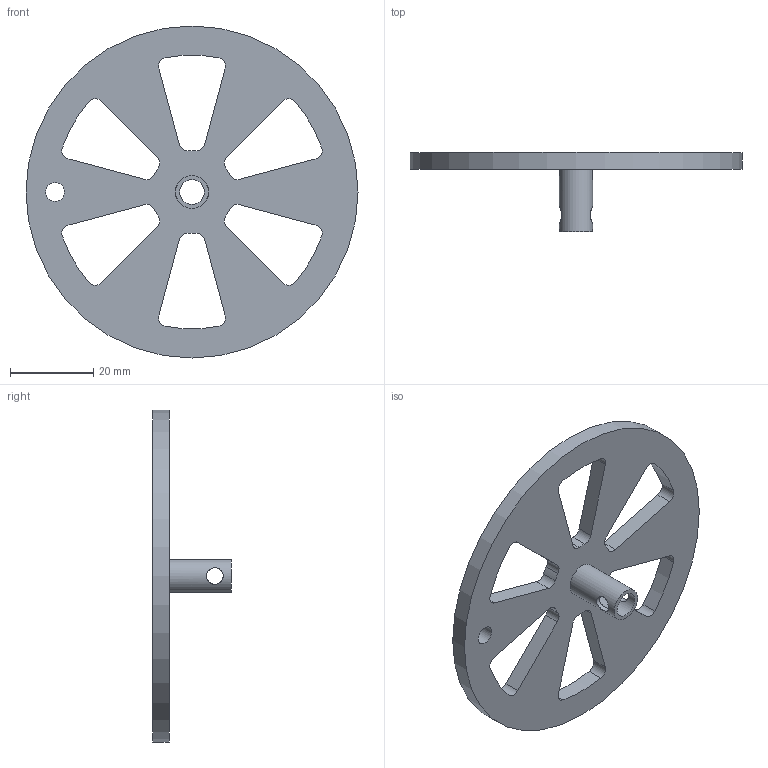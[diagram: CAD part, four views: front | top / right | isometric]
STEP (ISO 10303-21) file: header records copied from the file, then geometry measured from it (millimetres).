
FILE_DESCRIPTION(/* description */ (''),/* implementation_level */ '2;1');
FILE_NAME(/* name */ 'trục quay.stp',/* time_stamp */ '2022-11-29T10:25:42+07:00',/* author */ ('ADMIN'),/* organization */ (''),/* preprocessor_version */ 'ST-DEVELOPER v18',/* originating_system */ 'Autodesk Inventor 2020',/* authorisation */ '');
FILE_SCHEMA (('AUTOMOTIVE_DESIGN { 1 0 10303 214 3 1 1 }'));
Length unit declared in the file: millimetre
Products named in the file (1): trục quay
Bounding box: 80 x 19 x 80 mm (x, y, z)
Volume: 14095.8 mm3; surface area: 10234.4 mm2
Topology: 1 solids, 1 shells, 57 faces, 174 edges, 118 vertices
Faces by surface type: cylinder 42, plane 15
Full cylindrical faces by diameter (mm): 4 x2, 4.5 x1, 6 x1, 8 x1, 80 x1
Entity records: 2204 total; most frequent: CARTESIAN_POINT 487, DIRECTION 368, ORIENTED_EDGE 348, EDGE_CURVE 174, AXIS2_PLACEMENT_3D 144, VERTEX_POINT 118, CIRCLE 86, LINE 80
